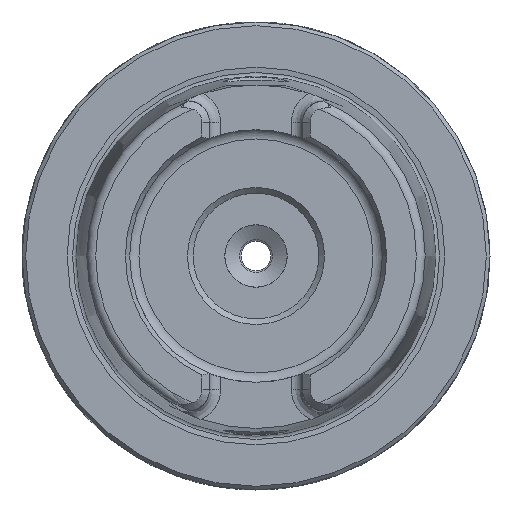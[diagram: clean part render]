
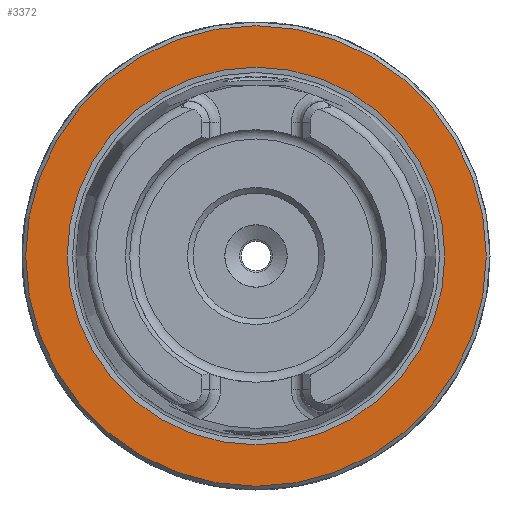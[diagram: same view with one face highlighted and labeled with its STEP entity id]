
A CAD part, left-side view. The second image highlights one B-rep face of the part: STEP entity #3372.
In plain terms, the highlighted planar face has unit normal (-1, 0, 0).
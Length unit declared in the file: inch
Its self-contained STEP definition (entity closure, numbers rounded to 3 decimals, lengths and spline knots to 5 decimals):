
#3338=CARTESIAN_POINT('',(0.0,31.,0.));
#3339=VERTEX_POINT('',#3338);
#3340=CARTESIAN_POINT('',(0.0,0.0,0.0));
#3341=DIRECTION('',(1.0,0.0,0.0));
#3342=DIRECTION('',(0.0,-1.0,0.0));
#3343=AXIS2_PLACEMENT_3D('',#3340,#3341,#3342);
#3344=CIRCLE('',#3343,31.);
#3345=EDGE_CURVE('',#3339,#3339,#3344,.T.);
#3353=CARTESIAN_POINT('',(0.0,15.75,0.0));
#3354=DIRECTION('',(-1.0,0.0,0.0));
#3355=DIRECTION('',(0.0,0.0,1.0));
#3356=AXIS2_PLACEMENT_3D('',#3353,#3354,#3355);
#3357=PLANE('',#3356);
#3358=ORIENTED_EDGE('',*,*,#3345,.F.);
#3359=EDGE_LOOP('',(#3358));
#3360=FACE_OUTER_BOUND('',#3359,.T.);
#3361=CARTESIAN_POINT('',(0.0,25.42043,0.0));
#3362=VERTEX_POINT('',#3361);
#3363=CARTESIAN_POINT('',(0.0,0.0,0.0));
#3364=DIRECTION('',(1.0,0.0,0.0));
#3365=DIRECTION('',(0.0,1.0,0.0));
#3366=AXIS2_PLACEMENT_3D('',#3363,#3364,#3365);
#3367=CIRCLE('',#3366,25.42043);
#3368=EDGE_CURVE('',#3362,#3362,#3367,.T.);
#3369=ORIENTED_EDGE('',*,*,#3368,.T.);
#3370=EDGE_LOOP('',(#3369));
#3371=FACE_BOUND('',#3370,.T.);
#3372=ADVANCED_FACE('',(#3360,#3371),#3357,.T.);
